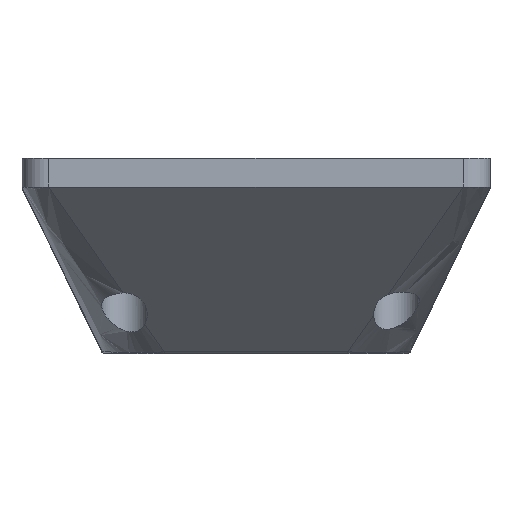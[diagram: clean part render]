
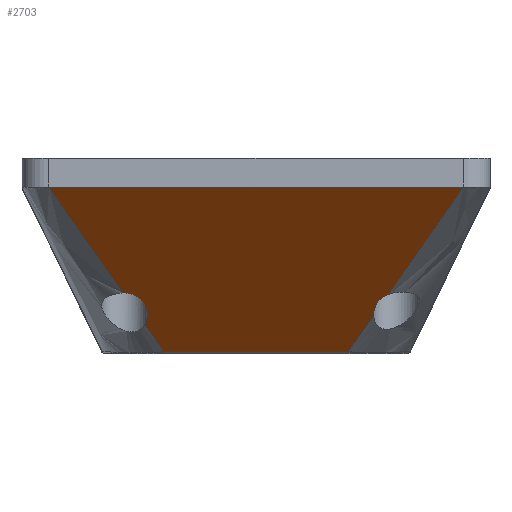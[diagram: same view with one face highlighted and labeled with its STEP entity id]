
A CAD part, top view. The second image highlights one B-rep face of the part: STEP entity #2703.
In plain terms, the highlighted planar face has unit normal (0, -0.728, 0.685).
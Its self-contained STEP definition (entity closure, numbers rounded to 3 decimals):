
#159=PLANE('',#2919);
#275=FACE_OUTER_BOUND('',#415,.T.);
#415=EDGE_LOOP('',(#2207,#2208,#2209,#2210,#2211,#2212,#2213,#2214,#2215));
#759=LINE('',#4863,#1014);
#763=LINE('',#5020,#1018);
#764=LINE('',#5022,#1019);
#765=LINE('',#5025,#1020);
#766=LINE('',#5027,#1021);
#767=LINE('',#5028,#1022);
#1014=VECTOR('',#3460,10.);
#1018=VECTOR('',#3474,10.);
#1019=VECTOR('',#3475,10.);
#1020=VECTOR('',#3480,10.);
#1021=VECTOR('',#3481,10.);
#1022=VECTOR('',#3482,10.);
#1094=ELLIPSE('',#2804,7.553,5.5);
#1095=ELLIPSE('',#2805,7.553,5.5);
#1096=ELLIPSE('',#2814,7.553,5.5);
#1152=VERTEX_POINT('',#3837);
#1153=VERTEX_POINT('',#3838);
#1154=VERTEX_POINT('',#3875);
#1161=VERTEX_POINT('',#3920);
#1163=VERTEX_POINT('',#3947);
#1296=VERTEX_POINT('',#4843);
#1298=VERTEX_POINT('',#4859);
#1305=VERTEX_POINT('',#5021);
#1306=VERTEX_POINT('',#5026);
#1427=EDGE_CURVE('',#1154,#1152,#1094,.T.);
#1429=EDGE_CURVE('',#1153,#1154,#1095,.T.);
#1438=EDGE_CURVE('',#1163,#1161,#1096,.T.);
#1644=EDGE_CURVE('',#1296,#1298,#759,.T.);
#1657=EDGE_CURVE('',#1298,#1161,#763,.T.);
#1658=EDGE_CURVE('',#1163,#1305,#764,.T.);
#1660=EDGE_CURVE('',#1153,#1296,#765,.T.);
#1661=EDGE_CURVE('',#1306,#1152,#766,.T.);
#1662=EDGE_CURVE('',#1306,#1305,#767,.T.);
#2207=ORIENTED_EDGE('',*,*,#1644,.F.);
#2208=ORIENTED_EDGE('',*,*,#1660,.F.);
#2209=ORIENTED_EDGE('',*,*,#1429,.T.);
#2210=ORIENTED_EDGE('',*,*,#1427,.T.);
#2211=ORIENTED_EDGE('',*,*,#1661,.F.);
#2212=ORIENTED_EDGE('',*,*,#1662,.T.);
#2213=ORIENTED_EDGE('',*,*,#1658,.F.);
#2214=ORIENTED_EDGE('',*,*,#1438,.T.);
#2215=ORIENTED_EDGE('',*,*,#1657,.F.);
#2703=ADVANCED_FACE('',(#275),#159,.F.);
#2804=AXIS2_PLACEMENT_3D('',#3876,#3093,#3094);
#2805=AXIS2_PLACEMENT_3D('',#3878,#3096,#3097);
#2814=AXIS2_PLACEMENT_3D('',#3948,#3114,#3115);
#2919=AXIS2_PLACEMENT_3D('',#5024,#3478,#3479);
#3093=DIRECTION('center_axis',(0.,0.728,
-0.685));
#3094=DIRECTION('ref_axis',(0.,-0.685,-0.728));
#3096=DIRECTION('center_axis',(0.,0.728,
-0.685));
#3097=DIRECTION('ref_axis',(0.,-0.685,-0.728));
#3114=DIRECTION('center_axis',(0.,0.728,
-0.685));
#3115=DIRECTION('ref_axis',(0.,-0.685,-0.728));
#3460=DIRECTION('',(-1.,0.,0.));
#3474=DIRECTION('',(-0.433,0.618,0.657));
#3475=DIRECTION('',(-0.433,0.618,0.657));
#3478=DIRECTION('center_axis',(0.,0.728,
-0.685));
#3479=DIRECTION('ref_axis',(-1.,0.,0.));
#3480=DIRECTION('',(-0.433,-0.618,-0.657));
#3481=DIRECTION('',(-0.433,-0.618,-0.657));
#3482=DIRECTION('',(-1.,0.,0.));
#3837=CARTESIAN_POINT('',(31.897,14.139,70.022));
#3838=CARTESIAN_POINT('',(28.403,9.147,64.719));
#3875=CARTESIAN_POINT('',(28.4,9.318,64.9));
#3876=CARTESIAN_POINT('Origin',(33.9,9.318,64.9));
#3878=CARTESIAN_POINT('Origin',(33.9,9.318,64.9));
#3920=CARTESIAN_POINT('',(-26.862,6.945,62.379));
#3947=CARTESIAN_POINT('',(-32.137,14.481,70.386));
#3948=CARTESIAN_POINT('Origin',(-31.75,9.318,64.9));
#4843=CARTESIAN_POINT('',(22.19,0.272,55.289));
#4859=CARTESIAN_POINT('',(-22.19,0.272,55.289));
#4863=CARTESIAN_POINT('',(11.,0.272,55.289));
#5020=CARTESIAN_POINT('',(-22.,0.,55.));
#5021=CARTESIAN_POINT('',(-50.,40.,97.5));
#5022=CARTESIAN_POINT('',(-22.,0.,55.));
#5024=CARTESIAN_POINT('Origin',(22.,0.,55.));
#5025=CARTESIAN_POINT('',(50.,40.,97.5));
#5026=CARTESIAN_POINT('',(50.,40.,97.5));
#5027=CARTESIAN_POINT('',(50.,40.,97.5));
#5028=CARTESIAN_POINT('',(-50.,40.,97.5));
